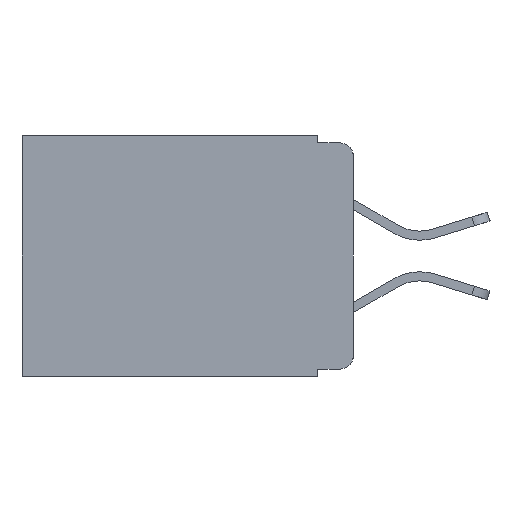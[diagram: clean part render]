
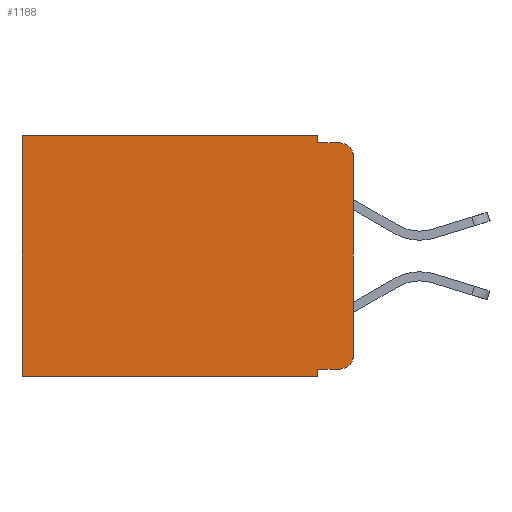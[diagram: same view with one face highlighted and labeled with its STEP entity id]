
A CAD part, left-side view. The second image highlights one B-rep face of the part: STEP entity #1188.
In plain terms, the highlighted planar face has unit normal (-1, 0, 0).
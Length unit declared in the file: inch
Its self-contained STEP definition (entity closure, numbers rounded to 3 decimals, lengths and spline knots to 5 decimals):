
#139 = VERTEX_POINT ( 'NONE', #5871 ) ;
#378 = ORIENTED_EDGE ( 'NONE', *, *, #7150, .F. ) ;
#440 = VECTOR ( 'NONE', #3252, 39.37008 ) ;
#463 = CARTESIAN_POINT ( 'NONE',  ( 0.298, 0.051, -0.01 ) ) ;
#474 = CARTESIAN_POINT ( 'NONE',  ( 0.298, 0., -0.03 ) ) ;
#798 = VERTEX_POINT ( 'NONE', #5985 ) ;
#875 = VERTEX_POINT ( 'NONE', #3594 ) ;
#919 = CARTESIAN_POINT ( 'NONE',  ( 0.298, 0.02, -0.03 ) ) ;
#1036 = VECTOR ( 'NONE', #7953, 39.37008 ) ;
#1188 = ADVANCED_FACE ( 'NONE', ( #8283 ), #5797, .F. ) ;
#1204 = ORIENTED_EDGE ( 'NONE', *, *, #10072, .F. ) ;
#1212 = CIRCLE ( 'NONE', #9072, 0.02 ) ;
#1437 = ORIENTED_EDGE ( 'NONE', *, *, #3636, .T. ) ;
#1571 = CARTESIAN_POINT ( 'NONE',  ( 0.298, 0.051, -0.01 ) ) ;
#1605 = DIRECTION ( 'NONE',  ( 0., -1., 0. ) ) ;
#1889 = DIRECTION ( 'NONE',  ( 0., 0., -1. ) ) ;
#2199 = DIRECTION ( 'NONE',  ( 0., 0., -1. ) ) ;
#2239 = CARTESIAN_POINT ( 'NONE',  ( 0.298, 0.02, -0.313 ) ) ;
#2349 = ORIENTED_EDGE ( 'NONE', *, *, #8942, .T. ) ;
#2361 = LINE ( 'NONE', #11051, #11303 ) ;
#2435 = ORIENTED_EDGE ( 'NONE', *, *, #4216, .T. ) ;
#2539 = EDGE_LOOP ( 'NONE', ( #1204, #2349, #9905, #378, #9744, #10848, #11067, #10203, #2435, #1437 ) ) ;
#2701 = VERTEX_POINT ( 'NONE', #2926 ) ;
#2757 = VECTOR ( 'NONE', #1605, 39.37008 ) ;
#2792 = CARTESIAN_POINT ( 'NONE',  ( 0.298, 0., -0.313 ) ) ;
#2926 = CARTESIAN_POINT ( 'NONE',  ( 0.298, 0.473, 0. ) ) ;
#3209 = CARTESIAN_POINT ( 'NONE',  ( 0.298, 0., 0. ) ) ;
#3252 = DIRECTION ( 'NONE',  ( 0., 0., -1. ) ) ;
#3428 = CARTESIAN_POINT ( 'NONE',  ( 0.298, 0.051, -0.333 ) ) ;
#3594 = CARTESIAN_POINT ( 'NONE',  ( 0.298, 0.02, -0.01 ) ) ;
#3636 = EDGE_CURVE ( 'NONE', #7591, #11081, #1212, .T. ) ;
#3669 = CARTESIAN_POINT ( 'NONE',  ( 0.298, 0.051, 0. ) ) ;
#3979 = VECTOR ( 'NONE', #5803, 39.37008 ) ;
#4040 = CARTESIAN_POINT ( 'NONE',  ( 0.298, 0.02, -0.333 ) ) ;
#4164 = DIRECTION ( 'NONE',  ( 0., 0., -1. ) ) ;
#4216 = EDGE_CURVE ( 'NONE', #7147, #7591, #8213, .T. ) ;
#5382 = AXIS2_PLACEMENT_3D ( 'NONE', #919, #7201, #1889 ) ;
#5388 = EDGE_CURVE ( 'NONE', #7147, #798, #6327, .T. ) ;
#5419 = DIRECTION ( 'NONE',  ( 0., 0., -1. ) ) ;
#5797 = PLANE ( 'NONE',  #5932 ) ;
#5803 = DIRECTION ( 'NONE',  ( 0., 1., 0. ) ) ;
#5871 = CARTESIAN_POINT ( 'NONE',  ( 0.298, 0.473, -0.343 ) ) ;
#5932 = AXIS2_PLACEMENT_3D ( 'NONE', #8353, #8396, #8382 ) ;
#5985 = CARTESIAN_POINT ( 'NONE',  ( 0.298, 0.051, -0.343 ) ) ;
#6313 = VERTEX_POINT ( 'NONE', #474 ) ;
#6325 = CARTESIAN_POINT ( 'NONE',  ( 0.298, 0.051, 0. ) ) ;
#6327 = LINE ( 'NONE', #3669, #10688 ) ;
#6544 = EDGE_CURVE ( 'NONE', #2701, #139, #6596, .T. ) ;
#6596 = LINE ( 'NONE', #10563, #6889 ) ;
#6794 = VERTEX_POINT ( 'NONE', #463 ) ;
#6889 = VECTOR ( 'NONE', #11372, 39.37008 ) ;
#7147 = VERTEX_POINT ( 'NONE', #8588 ) ;
#7150 = EDGE_CURVE ( 'NONE', #11119, #6794, #2361, .T. ) ;
#7201 = DIRECTION ( 'NONE',  ( -1., 0., 0. ) ) ;
#7250 = CIRCLE ( 'NONE', #5382, 0.02 ) ;
#7391 = DIRECTION ( 'NONE',  ( 0., 1., 0. ) ) ;
#7591 = VERTEX_POINT ( 'NONE', #4040 ) ;
#7780 = EDGE_CURVE ( 'NONE', #6794, #875, #9748, .T. ) ;
#7953 = DIRECTION ( 'NONE',  ( 0., -1., 0. ) ) ;
#8213 = LINE ( 'NONE', #3428, #1036 ) ;
#8283 = FACE_OUTER_BOUND ( 'NONE', #2539, .T. ) ;
#8303 = EDGE_CURVE ( 'NONE', #11119, #2701, #9218, .T. ) ;
#8353 = CARTESIAN_POINT ( 'NONE',  ( 0.298, 0., 0. ) ) ;
#8382 = DIRECTION ( 'NONE',  ( 0., 0., -1. ) ) ;
#8396 = DIRECTION ( 'NONE',  ( 1., 0., 0. ) ) ;
#8416 = DIRECTION ( 'NONE',  ( -1., 0., 0. ) ) ;
#8588 = CARTESIAN_POINT ( 'NONE',  ( 0.298, 0.051, -0.333 ) ) ;
#8653 = VECTOR ( 'NONE', #7391, 39.37008 ) ;
#8942 = EDGE_CURVE ( 'NONE', #6313, #875, #7250, .T. ) ;
#9072 = AXIS2_PLACEMENT_3D ( 'NONE', #2239, #8416, #2199 ) ;
#9218 = LINE ( 'NONE', #9346, #3979 ) ;
#9346 = CARTESIAN_POINT ( 'NONE',  ( 0.298, 0., 0. ) ) ;
#9455 = LINE ( 'NONE', #9958, #8653 ) ;
#9744 = ORIENTED_EDGE ( 'NONE', *, *, #8303, .T. ) ;
#9748 = LINE ( 'NONE', #1571, #2757 ) ;
#9905 = ORIENTED_EDGE ( 'NONE', *, *, #7780, .F. ) ;
#9958 = CARTESIAN_POINT ( 'NONE',  ( 0.298, 0., -0.343 ) ) ;
#9969 = LINE ( 'NONE', #3209, #440 ) ;
#10072 = EDGE_CURVE ( 'NONE', #6313, #11081, #9969, .T. ) ;
#10203 = ORIENTED_EDGE ( 'NONE', *, *, #5388, .F. ) ;
#10563 = CARTESIAN_POINT ( 'NONE',  ( 0.298, 0.473, 0. ) ) ;
#10688 = VECTOR ( 'NONE', #5419, 39.37008 ) ;
#10848 = ORIENTED_EDGE ( 'NONE', *, *, #6544, .T. ) ;
#11051 = CARTESIAN_POINT ( 'NONE',  ( 0.298, 0.051, 0. ) ) ;
#11067 = ORIENTED_EDGE ( 'NONE', *, *, #11491, .F. ) ;
#11081 = VERTEX_POINT ( 'NONE', #2792 ) ;
#11119 = VERTEX_POINT ( 'NONE', #6325 ) ;
#11303 = VECTOR ( 'NONE', #4164, 39.37008 ) ;
#11372 = DIRECTION ( 'NONE',  ( 0., 0., -1. ) ) ;
#11491 = EDGE_CURVE ( 'NONE', #798, #139, #9455, .T. ) ;
